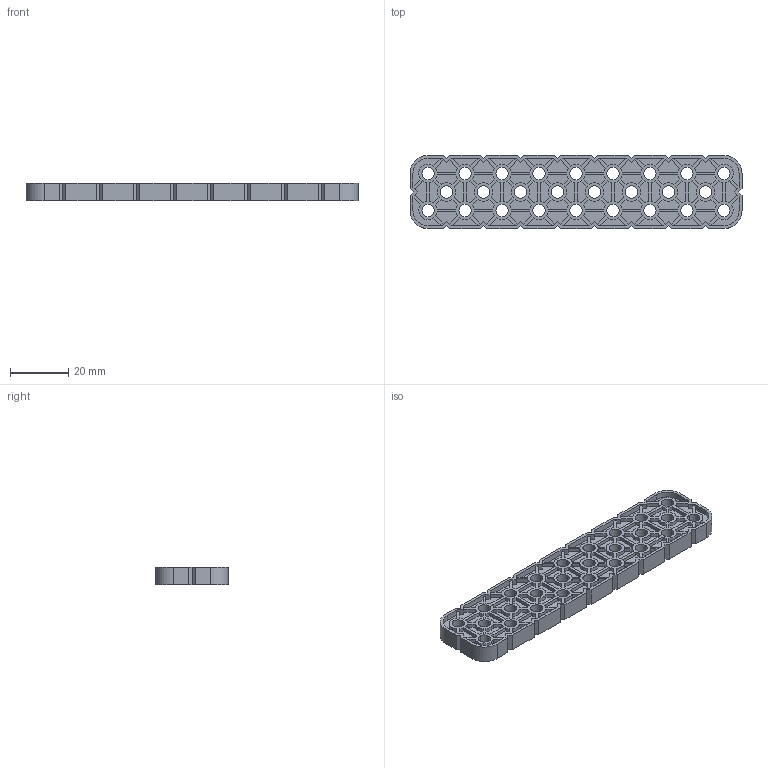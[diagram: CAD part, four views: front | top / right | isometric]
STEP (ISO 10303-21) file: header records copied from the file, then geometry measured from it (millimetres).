
FILE_DESCRIPTION (( 'STEP AP203' ), '1' );
FILE_NAME ('228-2500-024.STEP', '2015-04-27T16:31:17', ( '' ), ( '' ), 'SwSTEP 2.0', 'SolidWorks 2014', '' );
FILE_SCHEMA (( 'CONFIG_CONTROL_DESIGN' ));
Length unit declared in the file: millimetre
Products named in the file (1): 228-2500-024
Bounding box: 114 x 25.1 x 6.1 mm (x, y, z)
Volume: 8236.2 mm3; surface area: 12186.9 mm2
Topology: 1 solids, 1 shells, 1074 faces, 3018 edges, 2012 vertices
Faces by surface type: plane 686, cylinder 388
Entity records: 34839 total; most frequent: CARTESIAN_POINT 6105, ORIENTED_EDGE 6036, DIRECTION 5944, EDGE_CURVE 3018, LINE 2242, VECTOR 2242, VERTEX_POINT 2012, AXIS2_PLACEMENT_3D 1851
